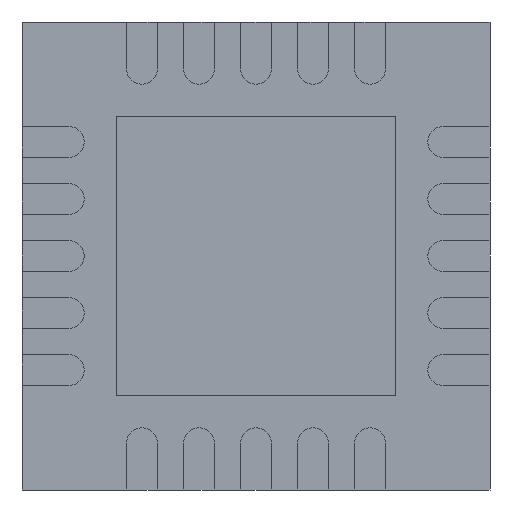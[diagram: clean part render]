
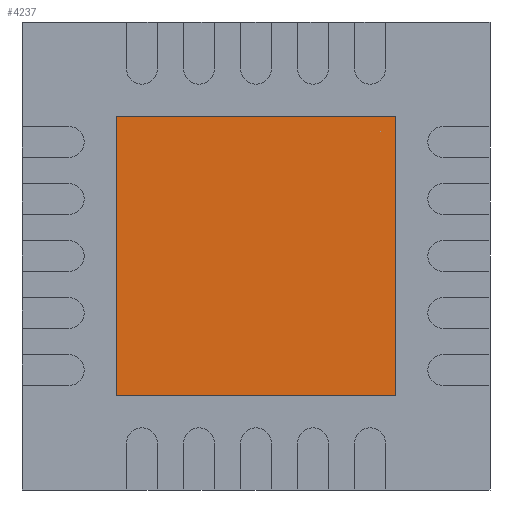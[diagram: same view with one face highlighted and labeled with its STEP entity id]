
A CAD part, front view. The second image highlights one B-rep face of the part: STEP entity #4237.
In plain terms, the highlighted planar face has unit normal (0, -1, 0).
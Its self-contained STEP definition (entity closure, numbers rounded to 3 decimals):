
#4118 = VERTEX_POINT('',#4119);
#4119 = CARTESIAN_POINT('',(1.225,0.,-1.225));
#4136 = VERTEX_POINT('',#4137);
#4137 = CARTESIAN_POINT('',(1.225,0.,1.225));
#4143 = EDGE_CURVE('',#4118,#4136,#4144,.T.);
#4144 = LINE('',#4145,#4146);
#4145 = CARTESIAN_POINT('',(1.225,0.,-1.225));
#4146 = VECTOR('',#4147,1.);
#4147 = DIRECTION('',(0.,0.,1.));
#4167 = VERTEX_POINT('',#4168);
#4168 = CARTESIAN_POINT('',(-1.225,0.,1.225));
#4174 = EDGE_CURVE('',#4136,#4167,#4175,.T.);
#4175 = LINE('',#4176,#4177);
#4176 = CARTESIAN_POINT('',(1.225,0.,1.225));
#4177 = VECTOR('',#4178,1.);
#4178 = DIRECTION('',(-1.,0.,0.));
#4198 = VERTEX_POINT('',#4199);
#4199 = CARTESIAN_POINT('',(-1.225,0.,-1.225));
#4205 = EDGE_CURVE('',#4167,#4198,#4206,.T.);
#4206 = LINE('',#4207,#4208);
#4207 = CARTESIAN_POINT('',(-1.225,0.,1.225));
#4208 = VECTOR('',#4209,1.);
#4209 = DIRECTION('',(0.,0.,-1.));
#4227 = EDGE_CURVE('',#4198,#4118,#4228,.T.);
#4228 = LINE('',#4229,#4230);
#4229 = CARTESIAN_POINT('',(-1.225,0.,-1.225));
#4230 = VECTOR('',#4231,1.);
#4231 = DIRECTION('',(1.,0.,0.));
#4237 = ADVANCED_FACE('',(#4238),#4244,.F.);
#4238 = FACE_BOUND('',#4239,.T.);
#4239 = EDGE_LOOP('',(#4240,#4241,#4242,#4243));
#4240 = ORIENTED_EDGE('',*,*,#4143,.T.);
#4241 = ORIENTED_EDGE('',*,*,#4174,.T.);
#4242 = ORIENTED_EDGE('',*,*,#4205,.T.);
#4243 = ORIENTED_EDGE('',*,*,#4227,.T.);
#4244 = PLANE('',#4245);
#4245 = AXIS2_PLACEMENT_3D('',#4246,#4247,#4248);
#4246 = CARTESIAN_POINT('',(0.,0.,0.));
#4247 = DIRECTION('',(0.,1.,0.));
#4248 = DIRECTION('',(0.,0.,1.));
